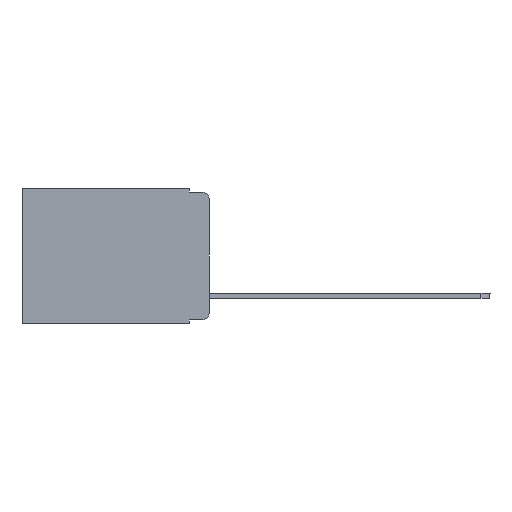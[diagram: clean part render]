
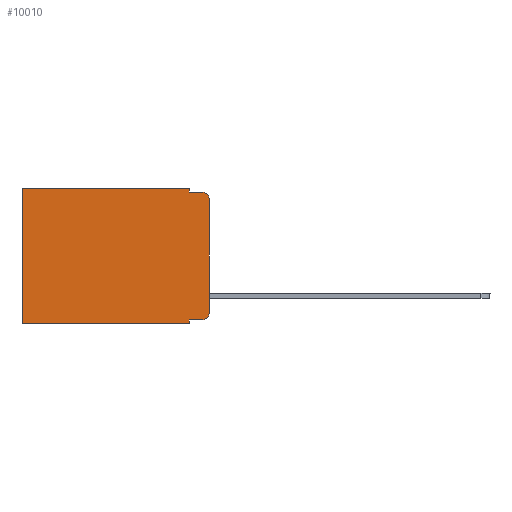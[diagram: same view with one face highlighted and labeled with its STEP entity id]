
A CAD part, left-side view. The second image highlights one B-rep face of the part: STEP entity #10010.
In plain terms, the highlighted planar face has unit normal (-1, 0, 0).
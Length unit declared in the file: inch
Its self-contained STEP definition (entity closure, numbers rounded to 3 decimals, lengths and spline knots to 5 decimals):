
#474 = CIRCLE ( 'NONE', #14056, 0.02 ) ;
#492 = VERTEX_POINT ( 'NONE', #8945 ) ;
#545 = AXIS2_PLACEMENT_3D ( 'NONE', #2308, #7139, #9606 ) ;
#643 = CARTESIAN_POINT ( 'NONE',  ( 0.298, 0.051, 0. ) ) ;
#692 = CARTESIAN_POINT ( 'NONE',  ( 0.298, 0.473, -0.343 ) ) ;
#855 = DIRECTION ( 'NONE',  ( 0., 0., -1. ) ) ;
#918 = VECTOR ( 'NONE', #8277, 39.37008 ) ;
#1375 = DIRECTION ( 'NONE',  ( 0., 1., 0. ) ) ;
#1380 = CARTESIAN_POINT ( 'NONE',  ( 0.298, 0., 0. ) ) ;
#1555 = DIRECTION ( 'NONE',  ( 0., 0., -1. ) ) ;
#1654 = EDGE_CURVE ( 'NONE', #6684, #4995, #9095, .T. ) ;
#1780 = VERTEX_POINT ( 'NONE', #10280 ) ;
#1943 = EDGE_CURVE ( 'NONE', #1780, #3219, #474, .T. ) ;
#2067 = VERTEX_POINT ( 'NONE', #7630 ) ;
#2308 = CARTESIAN_POINT ( 'NONE',  ( 0.298, 0.02, -0.313 ) ) ;
#2533 = EDGE_CURVE ( 'NONE', #492, #10103, #12352, .T. ) ;
#2601 = ORIENTED_EDGE ( 'NONE', *, *, #5575, .T. ) ;
#3219 = VERTEX_POINT ( 'NONE', #5983 ) ;
#3349 = ORIENTED_EDGE ( 'NONE', *, *, #4232, .F. ) ;
#3970 = LINE ( 'NONE', #15176, #10008 ) ;
#4232 = EDGE_CURVE ( 'NONE', #12610, #492, #3970, .T. ) ;
#4469 = CARTESIAN_POINT ( 'NONE',  ( 0.298, 0.051, -0.333 ) ) ;
#4505 = ORIENTED_EDGE ( 'NONE', *, *, #12665, .F. ) ;
#4583 = DIRECTION ( 'NONE',  ( -1., 0., 0. ) ) ;
#4864 = VECTOR ( 'NONE', #15179, 39.37008 ) ;
#4995 = VERTEX_POINT ( 'NONE', #9655 ) ;
#5026 = CARTESIAN_POINT ( 'NONE',  ( 0.298, 0.473, 0. ) ) ;
#5575 = EDGE_CURVE ( 'NONE', #6684, #13972, #7474, .T. ) ;
#5730 = EDGE_CURVE ( 'NONE', #9728, #2067, #12054, .T. ) ;
#5983 = CARTESIAN_POINT ( 'NONE',  ( 0.298, 0.02, -0.01 ) ) ;
#6157 = ORIENTED_EDGE ( 'NONE', *, *, #1654, .F. ) ;
#6606 = LINE ( 'NONE', #15230, #6681 ) ;
#6681 = VECTOR ( 'NONE', #11254, 39.37008 ) ;
#6684 = VERTEX_POINT ( 'NONE', #643 ) ;
#6707 = DIRECTION ( 'NONE',  ( 1., 0., 0. ) ) ;
#6950 = CARTESIAN_POINT ( 'NONE',  ( 0.298, 0., 0. ) ) ;
#7139 = DIRECTION ( 'NONE',  ( -1., 0., 0. ) ) ;
#7474 = LINE ( 'NONE', #1380, #4864 ) ;
#7630 = CARTESIAN_POINT ( 'NONE',  ( 0.298, 0., -0.313 ) ) ;
#7978 = DIRECTION ( 'NONE',  ( 0., 0., -1. ) ) ;
#8161 = VECTOR ( 'NONE', #1555, 39.37008 ) ;
#8277 = DIRECTION ( 'NONE',  ( 0., 0., -1. ) ) ;
#8390 = CARTESIAN_POINT ( 'NONE',  ( 0.298, 0.051, -0.333 ) ) ;
#8899 = VECTOR ( 'NONE', #7978, 39.37008 ) ;
#8945 = CARTESIAN_POINT ( 'NONE',  ( 0.298, 0.051, -0.343 ) ) ;
#9095 = LINE ( 'NONE', #10366, #8899 ) ;
#9453 = DIRECTION ( 'NONE',  ( 0., -1., 0. ) ) ;
#9478 = EDGE_CURVE ( 'NONE', #13972, #10103, #14488, .T. ) ;
#9606 = DIRECTION ( 'NONE',  ( 0., 0., -1. ) ) ;
#9655 = CARTESIAN_POINT ( 'NONE',  ( 0.298, 0.051, -0.01 ) ) ;
#9728 = VERTEX_POINT ( 'NONE', #11301 ) ;
#10008 = VECTOR ( 'NONE', #12562, 39.37008 ) ;
#10010 = ADVANCED_FACE ( 'NONE', ( #12871 ), #11834, .F. ) ;
#10103 = VERTEX_POINT ( 'NONE', #692 ) ;
#10210 = ORIENTED_EDGE ( 'NONE', *, *, #13161, .F. ) ;
#10280 = CARTESIAN_POINT ( 'NONE',  ( 0.298, 0., -0.03 ) ) ;
#10366 = CARTESIAN_POINT ( 'NONE',  ( 0.298, 0.051, 0. ) ) ;
#10565 = LINE ( 'NONE', #4469, #15291 ) ;
#10794 = EDGE_CURVE ( 'NONE', #12610, #9728, #10565, .T. ) ;
#10952 = ORIENTED_EDGE ( 'NONE', *, *, #2533, .F. ) ;
#11060 = CARTESIAN_POINT ( 'NONE',  ( 0.298, 0., -0.343 ) ) ;
#11254 = DIRECTION ( 'NONE',  ( 0., -1., 0. ) ) ;
#11301 = CARTESIAN_POINT ( 'NONE',  ( 0.298, 0.02, -0.333 ) ) ;
#11834 = PLANE ( 'NONE',  #13118 ) ;
#12054 = CIRCLE ( 'NONE', #545, 0.02 ) ;
#12257 = ORIENTED_EDGE ( 'NONE', *, *, #5730, .T. ) ;
#12352 = LINE ( 'NONE', #11060, #15110 ) ;
#12562 = DIRECTION ( 'NONE',  ( 0., 0., -1. ) ) ;
#12610 = VERTEX_POINT ( 'NONE', #8390 ) ;
#12665 = EDGE_CURVE ( 'NONE', #4995, #3219, #6606, .T. ) ;
#12828 = EDGE_LOOP ( 'NONE', ( #10210, #13691, #4505, #6157, #2601, #13315, #10952, #3349, #13911, #12257 ) ) ;
#12871 = FACE_OUTER_BOUND ( 'NONE', #12828, .T. ) ;
#13118 = AXIS2_PLACEMENT_3D ( 'NONE', #6950, #6707, #855 ) ;
#13161 = EDGE_CURVE ( 'NONE', #1780, #2067, #15211, .T. ) ;
#13315 = ORIENTED_EDGE ( 'NONE', *, *, #9478, .T. ) ;
#13330 = CARTESIAN_POINT ( 'NONE',  ( 0.298, 0.473, 0. ) ) ;
#13691 = ORIENTED_EDGE ( 'NONE', *, *, #1943, .T. ) ;
#13911 = ORIENTED_EDGE ( 'NONE', *, *, #10794, .T. ) ;
#13972 = VERTEX_POINT ( 'NONE', #5026 ) ;
#13988 = CARTESIAN_POINT ( 'NONE',  ( 0.298, 0., 0. ) ) ;
#14056 = AXIS2_PLACEMENT_3D ( 'NONE', #15625, #4583, #14416 ) ;
#14416 = DIRECTION ( 'NONE',  ( 0., 0., -1. ) ) ;
#14488 = LINE ( 'NONE', #13330, #918 ) ;
#15110 = VECTOR ( 'NONE', #1375, 39.37008 ) ;
#15176 = CARTESIAN_POINT ( 'NONE',  ( 0.298, 0.051, 0. ) ) ;
#15179 = DIRECTION ( 'NONE',  ( 0., 1., 0. ) ) ;
#15211 = LINE ( 'NONE', #13988, #8161 ) ;
#15230 = CARTESIAN_POINT ( 'NONE',  ( 0.298, 0.051, -0.01 ) ) ;
#15291 = VECTOR ( 'NONE', #9453, 39.37008 ) ;
#15625 = CARTESIAN_POINT ( 'NONE',  ( 0.298, 0.02, -0.03 ) ) ;
